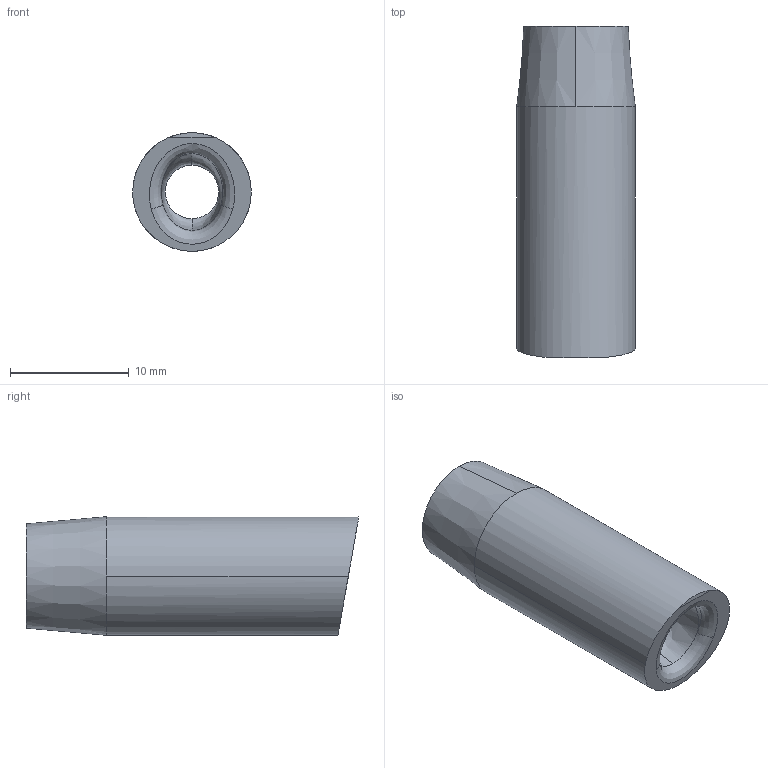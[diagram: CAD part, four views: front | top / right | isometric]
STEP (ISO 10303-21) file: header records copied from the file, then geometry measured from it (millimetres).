
FILE_DESCRIPTION (( 'STEP AP214' ), '1' );
FILE_NAME ('aneasthesia port 02.STEP', '2022-05-17T16:49:07', ( '' ), ( '' ), 'SwSTEP 2.0', 'SolidWorks 2021', '' );
FILE_SCHEMA (( 'AUTOMOTIVE_DESIGN' ));
Length unit declared in the file: millimetre
Products named in the file (1): aneasthesia port 02
Bounding box: 10 x 28 x 10 mm (x, y, z)
Volume: 1038.9 mm3; surface area: 1491 mm2
Topology: 1 solids, 1 shells, 18 faces, 42 edges, 26 vertices
Faces by surface type: bspline 5, cone 4, cylinder 4, plane 3, torus 2
Entity records: 1353 total; most frequent: CARTESIAN_POINT 954, ORIENTED_EDGE 84, DIRECTION 67, EDGE_CURVE 42, AXIS2_PLACEMENT_3D 29, VERTEX_POINT 26, EDGE_LOOP 20, ADVANCED_FACE 18
